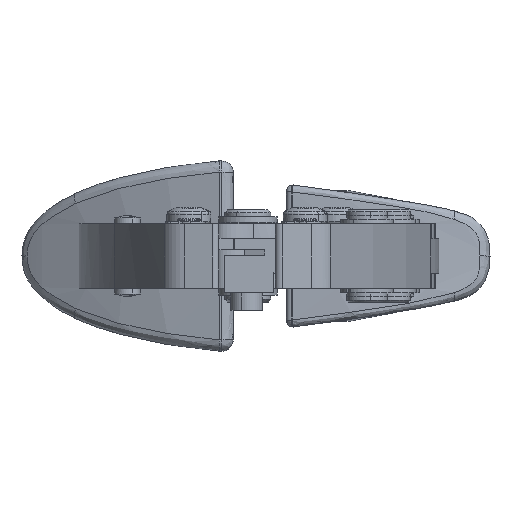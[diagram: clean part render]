
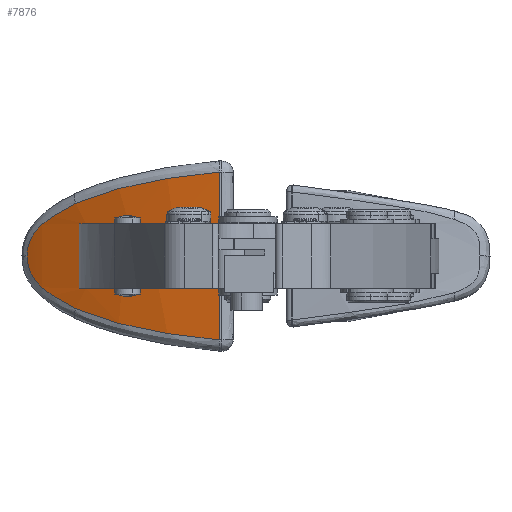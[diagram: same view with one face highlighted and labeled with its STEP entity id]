
A CAD part, left-side view. The second image highlights one B-rep face of the part: STEP entity #7876.
In plain terms, the highlighted cylindrical face has radius 95 mm (diameter 190 mm), a partial arc.
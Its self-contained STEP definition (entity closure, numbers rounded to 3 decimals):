
#7740=AXIS2_PLACEMENT_3D('Cylinder Axis2P3D',#7737,#7738,#7739) ;
#7862=AXIS2_PLACEMENT_3D('Circle Axis2P3D',#7860,#7861,$) ;
#4017=CARTESIAN_POINT('Vertex',(76.282,70.017,10.91)) ;
#4021=CARTESIAN_POINT('Control Point',(68.129,46.915,10.91)) ;
#4022=CARTESIAN_POINT('Control Point',(69.153,51.721,10.91)) ;
#4023=CARTESIAN_POINT('Control Point',(70.488,56.46,10.91)) ;
#4024=CARTESIAN_POINT('Control Point',(72.127,61.106,10.91)) ;
#4025=CARTESIAN_POINT('Control Point',(74.063,65.634,10.91)) ;
#4026=CARTESIAN_POINT('Control Point',(76.282,70.017,10.91)) ;
#4027=CARTESIAN_POINT('Vertex',(68.129,46.915,10.91)) ;
#7737=CARTESIAN_POINT('Axis2P3D Location',(161.043,27.115,16.51)) ;
#7742=CARTESIAN_POINT('Line Origine',(68.129,46.915,16.51)) ;
#7746=CARTESIAN_POINT('Vertex',(68.129,46.915,22.11)) ;
#7748=CARTESIAN_POINT('Vertex',(68.129,46.915,31.049)) ;
#7752=CARTESIAN_POINT('Control Point',(68.129,46.915,31.049)) ;
#7753=CARTESIAN_POINT('Control Point',(68.766,49.906,30.779)) ;
#7754=CARTESIAN_POINT('Control Point',(69.519,52.85,30.442)) ;
#7755=CARTESIAN_POINT('Control Point',(70.381,55.732,30.029)) ;
#7756=CARTESIAN_POINT('Control Point',(71.736,59.687,29.327)) ;
#7757=CARTESIAN_POINT('Control Point',(73.255,63.453,28.432)) ;
#7758=CARTESIAN_POINT('Control Point',(73.706,64.523,28.156)) ;
#7759=CARTESIAN_POINT('Control Point',(74.447,66.21,27.686)) ;
#7760=CARTESIAN_POINT('Control Point',(75.208,67.836,27.166)) ;
#7761=CARTESIAN_POINT('Control Point',(75.502,68.449,26.96)) ;
#7762=CARTESIAN_POINT('Control Point',(75.922,69.306,26.655)) ;
#7763=CARTESIAN_POINT('Control Point',(76.34,70.133,26.334)) ;
#7764=CARTESIAN_POINT('Control Point',(76.468,70.384,26.234)) ;
#7765=CARTESIAN_POINT('Control Point',(76.691,70.819,26.055)) ;
#7766=CARTESIAN_POINT('Control Point',(76.913,71.243,25.871)) ;
#7767=CARTESIAN_POINT('Control Point',(77.01,71.429,25.788)) ;
#7768=CARTESIAN_POINT('Control Point',(77.104,71.605,25.707)) ;
#7769=CARTESIAN_POINT('Control Point',(77.196,71.779,25.626)) ;
#7770=CARTESIAN_POINT('Vertex',(77.196,71.779,25.626)) ;
#7774=CARTESIAN_POINT('Control Point',(77.196,71.779,25.626)) ;
#7775=CARTESIAN_POINT('Control Point',(77.339,72.046,25.5)) ;
#7776=CARTESIAN_POINT('Control Point',(77.481,72.311,25.373)) ;
#7777=CARTESIAN_POINT('Control Point',(77.624,72.574,25.243)) ;
#7778=CARTESIAN_POINT('Control Point',(78.129,73.495,24.778)) ;
#7779=CARTESIAN_POINT('Control Point',(78.633,74.385,24.287)) ;
#7780=CARTESIAN_POINT('Control Point',(78.989,75.001,23.922)) ;
#7781=CARTESIAN_POINT('Control Point',(79.692,76.188,23.157)) ;
#7782=CARTESIAN_POINT('Control Point',(80.353,77.263,22.314)) ;
#7783=CARTESIAN_POINT('Control Point',(80.668,77.765,21.87)) ;
#7784=CARTESIAN_POINT('Control Point',(81.188,78.581,21.037)) ;
#7785=CARTESIAN_POINT('Control Point',(81.609,79.226,20.123)) ;
#7786=CARTESIAN_POINT('Control Point',(81.772,79.472,19.704)) ;
#7787=CARTESIAN_POINT('Control Point',(82.004,79.821,18.963)) ;
#7788=CARTESIAN_POINT('Control Point',(82.155,80.047,18.171)) ;
#7789=CARTESIAN_POINT('Control Point',(82.203,80.118,17.835)) ;
#7790=CARTESIAN_POINT('Control Point',(82.248,80.186,17.37)) ;
#7791=CARTESIAN_POINT('Control Point',(82.267,80.214,16.89)) ;
#7792=CARTESIAN_POINT('Control Point',(82.271,80.219,16.763)) ;
#7793=CARTESIAN_POINT('Control Point',(82.272,80.221,16.637)) ;
#7794=CARTESIAN_POINT('Control Point',(82.272,80.221,16.51)) ;
#7795=CARTESIAN_POINT('Vertex',(82.272,80.221,16.51)) ;
#7799=CARTESIAN_POINT('Control Point',(77.196,71.779,7.394)) ;
#7800=CARTESIAN_POINT('Control Point',(77.339,72.046,7.519)) ;
#7801=CARTESIAN_POINT('Control Point',(77.481,72.311,7.647)) ;
#7802=CARTESIAN_POINT('Control Point',(77.624,72.574,7.776)) ;
#7803=CARTESIAN_POINT('Control Point',(78.018,73.293,8.139)) ;
#7804=CARTESIAN_POINT('Control Point',(78.411,73.992,8.517)) ;
#7805=CARTESIAN_POINT('Control Point',(78.664,74.435,8.769)) ;
#7806=CARTESIAN_POINT('Control Point',(79.211,75.379,9.334)) ;
#7807=CARTESIAN_POINT('Control Point',(79.743,76.267,9.942)) ;
#7808=CARTESIAN_POINT('Control Point',(80.027,76.733,10.286)) ;
#7809=CARTESIAN_POINT('Control Point',(80.582,77.631,11.018)) ;
#7810=CARTESIAN_POINT('Control Point',(81.08,78.412,11.82)) ;
#7811=CARTESIAN_POINT('Control Point',(81.312,78.771,12.246)) ;
#7812=CARTESIAN_POINT('Control Point',(81.695,79.356,13.071)) ;
#7813=CARTESIAN_POINT('Control Point',(81.973,79.776,13.966)) ;
#7814=CARTESIAN_POINT('Control Point',(82.077,79.931,14.394)) ;
#7815=CARTESIAN_POINT('Control Point',(82.185,80.091,15.005)) ;
#7816=CARTESIAN_POINT('Control Point',(82.243,80.177,15.646)) ;
#7817=CARTESIAN_POINT('Control Point',(82.255,80.195,15.823)) ;
#7818=CARTESIAN_POINT('Control Point',(82.266,80.212,16.067)) ;
#7819=CARTESIAN_POINT('Control Point',(82.271,80.219,16.315)) ;
#7820=CARTESIAN_POINT('Control Point',(82.272,80.221,16.375)) ;
#7821=CARTESIAN_POINT('Control Point',(82.272,80.221,16.442)) ;
#7822=CARTESIAN_POINT('Control Point',(82.272,80.221,16.51)) ;
#7823=CARTESIAN_POINT('Vertex',(77.196,71.779,7.394)) ;
#7827=CARTESIAN_POINT('Control Point',(68.129,46.915,1.97)) ;
#7828=CARTESIAN_POINT('Control Point',(68.766,49.906,2.24)) ;
#7829=CARTESIAN_POINT('Control Point',(69.519,52.85,2.577)) ;
#7830=CARTESIAN_POINT('Control Point',(70.381,55.732,2.99)) ;
#7831=CARTESIAN_POINT('Control Point',(71.736,59.687,3.692)) ;
#7832=CARTESIAN_POINT('Control Point',(73.255,63.453,4.588)) ;
#7833=CARTESIAN_POINT('Control Point',(73.706,64.523,4.863)) ;
#7834=CARTESIAN_POINT('Control Point',(74.447,66.21,5.334)) ;
#7835=CARTESIAN_POINT('Control Point',(75.208,67.836,5.853)) ;
#7836=CARTESIAN_POINT('Control Point',(75.502,68.449,6.059)) ;
#7837=CARTESIAN_POINT('Control Point',(75.922,69.306,6.364)) ;
#7838=CARTESIAN_POINT('Control Point',(76.34,70.133,6.685)) ;
#7839=CARTESIAN_POINT('Control Point',(76.468,70.384,6.786)) ;
#7840=CARTESIAN_POINT('Control Point',(76.691,70.819,6.964)) ;
#7841=CARTESIAN_POINT('Control Point',(76.913,71.243,7.148)) ;
#7842=CARTESIAN_POINT('Control Point',(77.01,71.429,7.231)) ;
#7843=CARTESIAN_POINT('Control Point',(77.104,71.605,7.312)) ;
#7844=CARTESIAN_POINT('Control Point',(77.196,71.779,7.394)) ;
#7845=CARTESIAN_POINT('Vertex',(68.129,46.915,1.97)) ;
#7848=CARTESIAN_POINT('Line Origine',(68.129,46.915,16.51)) ;
#7853=CARTESIAN_POINT('Line Origine',(76.282,70.017,16.51)) ;
#7857=CARTESIAN_POINT('Vertex',(76.282,70.017,22.11)) ;
#7860=CARTESIAN_POINT('Axis2P3D Location',(161.043,27.115,22.11)) ;
#7738=DIRECTION('Axis2P3D Direction',(0.,0.,1.)) ;
#7739=DIRECTION('Axis2P3D XDirection',(-0.769,0.64,0.)) ;
#7743=DIRECTION('Vector Direction',(0.,0.,1.)) ;
#7849=DIRECTION('Vector Direction',(0.,0.,1.)) ;
#7854=DIRECTION('Vector Direction',(0.,0.,1.)) ;
#7861=DIRECTION('Axis2P3D Direction',(0.,0.,1.)) ;
#7744=VECTOR('Line Direction',#7743,1.) ;
#7850=VECTOR('Line Direction',#7849,1.) ;
#7855=VECTOR('Line Direction',#7854,1.) ;
#7866=ORIENTED_EDGE('',*,*,#7750,.T.) ;
#7867=ORIENTED_EDGE('',*,*,#7772,.F.) ;
#7868=ORIENTED_EDGE('',*,*,#7797,.F.) ;
#7869=ORIENTED_EDGE('',*,*,#7825,.F.) ;
#7870=ORIENTED_EDGE('',*,*,#7847,.F.) ;
#7871=ORIENTED_EDGE('',*,*,#7852,.T.) ;
#7872=ORIENTED_EDGE('',*,*,#4029,.T.) ;
#7873=ORIENTED_EDGE('',*,*,#7859,.F.) ;
#7874=ORIENTED_EDGE('',*,*,#7864,.F.) ;
#7876=ADVANCED_FACE('Hauptk\X2\00F6\X0\rper',(#7875),#7741,.T.) ;
#4020=B_SPLINE_CURVE_WITH_KNOTS('',5,(#4021,#4022,#4023,#4024,#4025,#4026),.UNSPECIFIED.,.F.,.U.,(6,6),(0.,34.775),.UNSPECIFIED.) ;
#7751=B_SPLINE_CURVE_WITH_KNOTS('',5,(#7752,#7753,#7754,#7755,#7756,#7757,#7758,#7759,#7760,#7761,#7762,#7763,#7764,#7765,#7766,#7767,#7768,#7769),.UNSPECIFIED.,.F.,.U.,(6,3,3,3,3,6),(0.,20.874,29.338,34.473,36.75,38.462),.UNSPECIFIED.) ;
#7773=B_SPLINE_CURVE_WITH_KNOTS('',5,(#7774,#7775,#7776,#7777,#7778,#7779,#7780,#7781,#7782,#7783,#7784,#7785,#7786,#7787,#7788,#7789,#7790,#7791,#7792,#7793,#7794),.UNSPECIFIED.,.F.,.U.,(6,3,3,3,3,3,6),(0.,2.045,7.24,12.368,16.403,19.231,20.227),.UNSPECIFIED.) ;
#7798=B_SPLINE_CURVE_WITH_KNOTS('',5,(#7799,#7800,#7801,#7802,#7803,#7804,#7805,#7806,#7807,#7808,#7809,#7810,#7811,#7812,#7813,#7814,#7815,#7816,#7817,#7818,#7819,#7820,#7821,#7822),.UNSPECIFIED.,.F.,.U.,(6,3,3,3,3,3,3,6),(0.,2.045,5.647,9.991,14.449,18.269,19.695,20.221),.UNSPECIFIED.) ;
#7826=B_SPLINE_CURVE_WITH_KNOTS('',5,(#7827,#7828,#7829,#7830,#7831,#7832,#7833,#7834,#7835,#7836,#7837,#7838,#7839,#7840,#7841,#7842,#7843,#7844),.UNSPECIFIED.,.F.,.U.,(6,3,3,3,3,6),(0.,20.874,29.338,34.473,36.75,38.462),.UNSPECIFIED.) ;
#7863=CIRCLE('generated circle',#7862,95.) ;
#7741=CYLINDRICAL_SURFACE('generated cylinder',#7740,95.) ;
#4029=EDGE_CURVE('',#4028,#4018,#4020,.T.) ;
#7750=EDGE_CURVE('',#7747,#7749,#7745,.T.) ;
#7772=EDGE_CURVE('',#7771,#7749,#7751,.F.) ;
#7797=EDGE_CURVE('',#7796,#7771,#7773,.F.) ;
#7825=EDGE_CURVE('',#7824,#7796,#7798,.T.) ;
#7847=EDGE_CURVE('',#7846,#7824,#7826,.T.) ;
#7852=EDGE_CURVE('',#7846,#4028,#7851,.T.) ;
#7859=EDGE_CURVE('',#7858,#4018,#7856,.F.) ;
#7864=EDGE_CURVE('',#7747,#7858,#7863,.F.) ;
#7865=EDGE_LOOP('',(#7866,#7867,#7868,#7869,#7870,#7871,#7872,#7873,#7874)) ;
#7875=FACE_OUTER_BOUND('',#7865,.T.) ;
#7745=LINE('Line',#7742,#7744) ;
#7851=LINE('Line',#7848,#7850) ;
#7856=LINE('Line',#7853,#7855) ;
#4018=VERTEX_POINT('',#4017) ;
#4028=VERTEX_POINT('',#4027) ;
#7747=VERTEX_POINT('',#7746) ;
#7749=VERTEX_POINT('',#7748) ;
#7771=VERTEX_POINT('',#7770) ;
#7796=VERTEX_POINT('',#7795) ;
#7824=VERTEX_POINT('',#7823) ;
#7846=VERTEX_POINT('',#7845) ;
#7858=VERTEX_POINT('',#7857) ;
